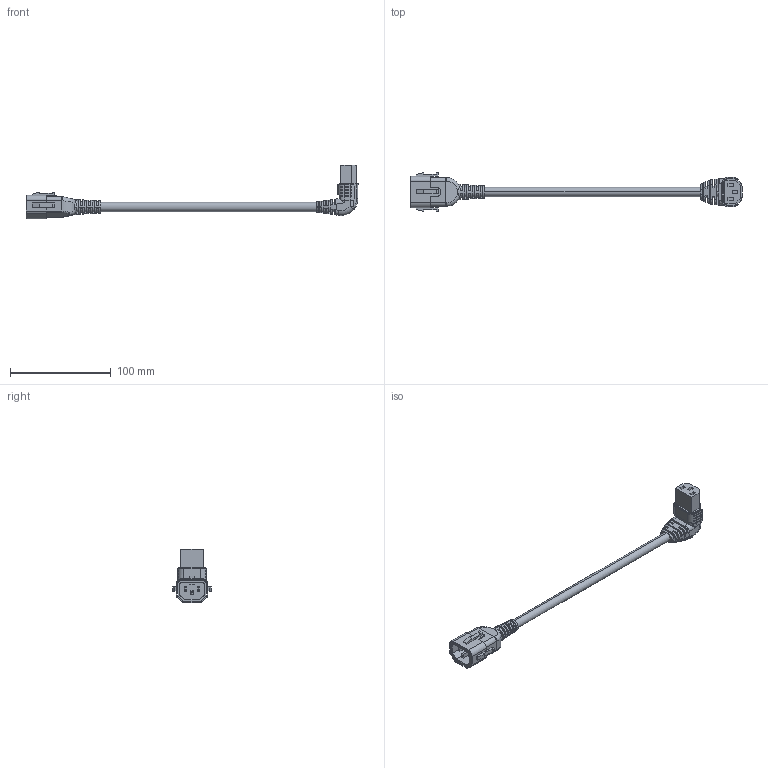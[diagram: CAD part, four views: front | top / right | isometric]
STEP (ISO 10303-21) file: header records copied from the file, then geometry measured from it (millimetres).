
FILE_DESCRIPTION (( 'STEP AP203' ), '1' );
FILE_NAME ('C14LC13LPD-15_3D.STEP', '2022-08-26T21:09:10', ( '' ), ( '' ), 'SwSTEP 2.0', 'SolidWorks 2021', '' );
FILE_SCHEMA (( 'CONFIG_CONTROL_DESIGN' ));
Length unit declared in the file: inch
Products named in the file (4): SJT14AWG3X_CORDAGE; EN60320-C13-DOWN; EN60320 C14 DUAL-LOCKING; C14LC13LPD-15_3D
Assembly tree (3 placements, depth 2):
  C14LC13LPD-15_3D
    EN60320 C14 DUAL-LOCKING
    EN60320-C13-DOWN
    SJT14AWG3X_CORDAGE
Bounding box: 329.55 x 38.7 x 53.16 mm (x, y, z)
Volume: 63736.7 mm3; surface area: 31509 mm2
Topology: 4 solids, 4 shells, 457 faces, 1235 edges, 806 vertices
Faces by surface type: plane 308, cylinder 114, bspline 25, torus 4, sphere 4, cone 2
Entity records: 15958 total; most frequent: CARTESIAN_POINT 4255, ORIENTED_EDGE 2470, DIRECTION 2242, EDGE_CURVE 1235, VECTOR 812, LINE 812, VERTEX_POINT 806, AXIS2_PLACEMENT_3D 715
